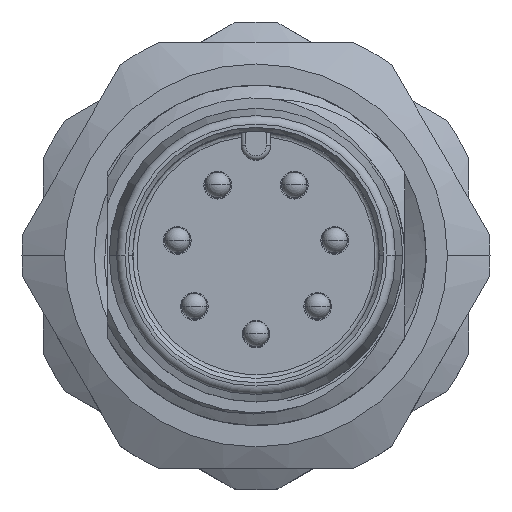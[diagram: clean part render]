
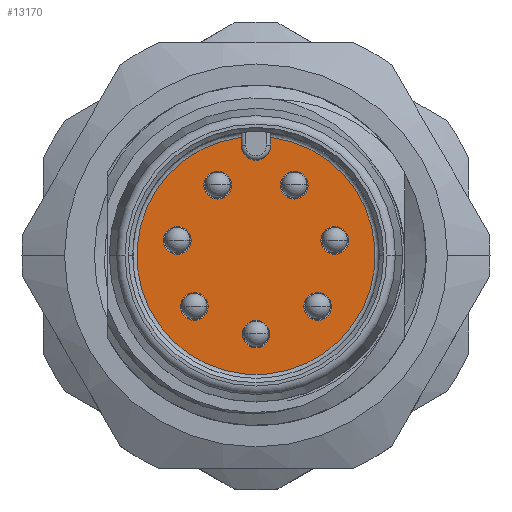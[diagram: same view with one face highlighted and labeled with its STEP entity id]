
A CAD part, top view. The second image highlights one B-rep face of the part: STEP entity #13170.
In plain terms, the highlighted planar face has unit normal (0, 0, 1).
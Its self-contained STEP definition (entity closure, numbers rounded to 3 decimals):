
#11049=CARTESIAN_POINT('',(0.,-1.85,7.));
#11050=DIRECTION('',(0.,0.,1.));
#11051=DIRECTION('',(-1.,0.,0.));
#11052=AXIS2_PLACEMENT_3D('',#11049,#11050,#11051);
#11054=CARTESIAN_POINT('',(0.,-1.85,7.));
#11055=DIRECTION('',(0.,0.,1.));
#11056=DIRECTION('',(1.,0.,0.));
#11057=AXIS2_PLACEMENT_3D('',#11054,#11055,#11056);
#11059=CARTESIAN_POINT('',(-1.45,-1.2,7.));
#11060=DIRECTION('',(0.,0.,1.));
#11061=DIRECTION('',(-1.,0.,0.));
#11062=AXIS2_PLACEMENT_3D('',#11059,#11060,#11061);
#11064=CARTESIAN_POINT('',(-1.45,-1.2,7.));
#11065=DIRECTION('',(0.,0.,1.));
#11066=DIRECTION('',(1.,0.,0.));
#11067=AXIS2_PLACEMENT_3D('',#11064,#11065,#11066);
#11069=CARTESIAN_POINT('',(-1.85,0.35,7.));
#11070=DIRECTION('',(0.,0.,1.));
#11071=DIRECTION('',(-1.,0.,0.));
#11072=AXIS2_PLACEMENT_3D('',#11069,#11070,#11071);
#11074=CARTESIAN_POINT('',(-1.85,0.35,7.));
#11075=DIRECTION('',(0.,0.,1.));
#11076=DIRECTION('',(1.,0.,0.));
#11077=AXIS2_PLACEMENT_3D('',#11074,#11075,#11076);
#11079=CARTESIAN_POINT('',(1.45,-1.2,7.));
#11080=DIRECTION('',(0.,0.,1.));
#11081=DIRECTION('',(-1.,0.,0.));
#11082=AXIS2_PLACEMENT_3D('',#11079,#11080,#11081);
#11084=CARTESIAN_POINT('',(1.45,-1.2,7.));
#11085=DIRECTION('',(0.,0.,1.));
#11086=DIRECTION('',(1.,0.,0.));
#11087=AXIS2_PLACEMENT_3D('',#11084,#11085,#11086);
#11089=CARTESIAN_POINT('',(1.85,0.35,7.));
#11090=DIRECTION('',(0.,0.,1.));
#11091=DIRECTION('',(-1.,0.,0.));
#11092=AXIS2_PLACEMENT_3D('',#11089,#11090,#11091);
#11094=CARTESIAN_POINT('',(1.85,0.35,7.));
#11095=DIRECTION('',(0.,0.,1.));
#11096=DIRECTION('',(1.,0.,0.));
#11097=AXIS2_PLACEMENT_3D('',#11094,#11095,#11096);
#11099=CARTESIAN_POINT('',(0.9,1.65,7.));
#11100=DIRECTION('',(0.,0.,1.));
#11101=DIRECTION('',(-1.,0.,0.));
#11102=AXIS2_PLACEMENT_3D('',#11099,#11100,#11101);
#11104=CARTESIAN_POINT('',(0.9,1.65,7.));
#11105=DIRECTION('',(0.,0.,1.));
#11106=DIRECTION('',(1.,0.,0.));
#11107=AXIS2_PLACEMENT_3D('',#11104,#11105,#11106);
#11109=CARTESIAN_POINT('',(-0.9,1.65,7.));
#11110=DIRECTION('',(0.,0.,1.));
#11111=DIRECTION('',(-1.,0.,0.));
#11112=AXIS2_PLACEMENT_3D('',#11109,#11110,#11111);
#11114=CARTESIAN_POINT('',(-0.9,1.65,7.));
#11115=DIRECTION('',(0.,0.,1.));
#11116=DIRECTION('',(1.,0.,0.));
#11117=AXIS2_PLACEMENT_3D('',#11114,#11115,#11116);
#11119=DIRECTION('',(0.,-1.,0.));
#11120=VECTOR('',#11119,0.192);
#11121=CARTESIAN_POINT('',(-0.35,2.778,7.));
#11122=LINE('',#11121,#11120);
#11123=CARTESIAN_POINT('',(0.,2.586,7.));
#11124=DIRECTION('',(0.,0.,1.));
#11125=DIRECTION('',(-1.,0.,0.));
#11126=AXIS2_PLACEMENT_3D('',#11123,#11124,#11125);
#11128=DIRECTION('',(0.,1.,0.));
#11129=VECTOR('',#11128,0.192);
#11130=CARTESIAN_POINT('',(0.35,2.586,7.));
#11131=LINE('',#11130,#11129);
#11240=CARTESIAN_POINT('',(0.,0.,7.));
#11241=DIRECTION('',(0.,0.,1.));
#11242=DIRECTION('',(-0.125,0.992,0.));
#11243=AXIS2_PLACEMENT_3D('',#11240,#11241,#11242);
#11254=CARTESIAN_POINT('',(0.35,2.778,7.));
#11319=CARTESIAN_POINT('',(-0.35,2.778,7.));
#12257=CARTESIAN_POINT('',(-0.35,2.586,7.));
#12258=CARTESIAN_POINT('',(0.35,2.586,7.));
#12259=VERTEX_POINT('',#12257);
#12260=VERTEX_POINT('',#12258);
#12261=CARTESIAN_POINT('',(-0.325,-1.85,7.));
#12262=CARTESIAN_POINT('',(0.325,-1.85,7.));
#12263=VERTEX_POINT('',#12261);
#12264=VERTEX_POINT('',#12262);
#12265=CARTESIAN_POINT('',(-1.775,-1.2,7.));
#12266=CARTESIAN_POINT('',(-1.125,-1.2,7.));
#12267=VERTEX_POINT('',#12265);
#12268=VERTEX_POINT('',#12266);
#12269=CARTESIAN_POINT('',(-2.175,0.35,7.));
#12270=CARTESIAN_POINT('',(-1.525,0.35,7.));
#12271=VERTEX_POINT('',#12269);
#12272=VERTEX_POINT('',#12270);
#12273=CARTESIAN_POINT('',(1.125,-1.2,7.));
#12274=CARTESIAN_POINT('',(1.775,-1.2,7.));
#12275=VERTEX_POINT('',#12273);
#12276=VERTEX_POINT('',#12274);
#12277=CARTESIAN_POINT('',(1.525,0.35,7.));
#12278=CARTESIAN_POINT('',(2.175,0.35,7.));
#12279=VERTEX_POINT('',#12277);
#12280=VERTEX_POINT('',#12278);
#12281=CARTESIAN_POINT('',(0.575,1.65,7.));
#12282=CARTESIAN_POINT('',(1.225,1.65,7.));
#12283=VERTEX_POINT('',#12281);
#12284=VERTEX_POINT('',#12282);
#12285=CARTESIAN_POINT('',(-1.225,1.65,7.));
#12286=CARTESIAN_POINT('',(-0.575,1.65,7.));
#12287=VERTEX_POINT('',#12285);
#12288=VERTEX_POINT('',#12286);
#12289=VERTEX_POINT('',#11254);
#12292=VERTEX_POINT('',#11319);
#13115=CARTESIAN_POINT('',(0.,0.,7.));
#13116=DIRECTION('',(0.,0.,1.));
#13117=DIRECTION('',(-1.,0.,0.));
#13118=AXIS2_PLACEMENT_3D('',#13115,#13116,#13117);
#13119=PLANE('',#13118);
#13121=ORIENTED_EDGE('',*,*,#13120,.F.);
#13123=ORIENTED_EDGE('',*,*,#13122,.T.);
#13125=ORIENTED_EDGE('',*,*,#13124,.T.);
#13127=ORIENTED_EDGE('',*,*,#13126,.T.);
#13128=EDGE_LOOP('',(#13121,#13123,#13125,#13127));
#13129=FACE_OUTER_BOUND('',#13128,.F.);
#13131=ORIENTED_EDGE('',*,*,#13130,.T.);
#13133=ORIENTED_EDGE('',*,*,#13132,.T.);
#13134=EDGE_LOOP('',(#13131,#13133));
#13135=FACE_BOUND('',#13134,.F.);
#13137=ORIENTED_EDGE('',*,*,#13136,.T.);
#13139=ORIENTED_EDGE('',*,*,#13138,.T.);
#13140=EDGE_LOOP('',(#13137,#13139));
#13141=FACE_BOUND('',#13140,.F.);
#13143=ORIENTED_EDGE('',*,*,#13142,.T.);
#13145=ORIENTED_EDGE('',*,*,#13144,.T.);
#13146=EDGE_LOOP('',(#13143,#13145));
#13147=FACE_BOUND('',#13146,.F.);
#13149=ORIENTED_EDGE('',*,*,#13148,.T.);
#13151=ORIENTED_EDGE('',*,*,#13150,.T.);
#13152=EDGE_LOOP('',(#13149,#13151));
#13153=FACE_BOUND('',#13152,.F.);
#13155=ORIENTED_EDGE('',*,*,#13154,.T.);
#13157=ORIENTED_EDGE('',*,*,#13156,.T.);
#13158=EDGE_LOOP('',(#13155,#13157));
#13159=FACE_BOUND('',#13158,.F.);
#13161=ORIENTED_EDGE('',*,*,#13160,.T.);
#13163=ORIENTED_EDGE('',*,*,#13162,.T.);
#13164=EDGE_LOOP('',(#13161,#13163));
#13165=FACE_BOUND('',#13164,.F.);
#13166=ORIENTED_EDGE('',*,*,#13095,.T.);
#13167=ORIENTED_EDGE('',*,*,#13109,.T.);
#13168=EDGE_LOOP('',(#13166,#13167));
#13169=FACE_BOUND('',#13168,.F.);
#11053=CIRCLE('',#11052,0.325);
#11058=CIRCLE('',#11057,0.325);
#11063=CIRCLE('',#11062,0.325);
#11068=CIRCLE('',#11067,0.325);
#11073=CIRCLE('',#11072,0.325);
#11078=CIRCLE('',#11077,0.325);
#11083=CIRCLE('',#11082,0.325);
#11088=CIRCLE('',#11087,0.325);
#11093=CIRCLE('',#11092,0.325);
#11098=CIRCLE('',#11097,0.325);
#11103=CIRCLE('',#11102,0.325);
#11108=CIRCLE('',#11107,0.325);
#11113=CIRCLE('',#11112,0.325);
#11118=CIRCLE('',#11117,0.325);
#11127=CIRCLE('',#11126,0.35);
#11244=CIRCLE('',#11243,2.8);
#13095=EDGE_CURVE('',#12263,#12264,#11053,.T.);
#13109=EDGE_CURVE('',#12264,#12263,#11058,.T.);
#13120=EDGE_CURVE('',#12292,#12289,#11244,.T.);
#13122=EDGE_CURVE('',#12292,#12259,#11122,.T.);
#13124=EDGE_CURVE('',#12259,#12260,#11127,.T.);
#13126=EDGE_CURVE('',#12260,#12289,#11131,.T.);
#13130=EDGE_CURVE('',#12267,#12268,#11063,.T.);
#13132=EDGE_CURVE('',#12268,#12267,#11068,.T.);
#13136=EDGE_CURVE('',#12271,#12272,#11073,.T.);
#13138=EDGE_CURVE('',#12272,#12271,#11078,.T.);
#13142=EDGE_CURVE('',#12275,#12276,#11083,.T.);
#13144=EDGE_CURVE('',#12276,#12275,#11088,.T.);
#13148=EDGE_CURVE('',#12279,#12280,#11093,.T.);
#13150=EDGE_CURVE('',#12280,#12279,#11098,.T.);
#13154=EDGE_CURVE('',#12283,#12284,#11103,.T.);
#13156=EDGE_CURVE('',#12284,#12283,#11108,.T.);
#13160=EDGE_CURVE('',#12287,#12288,#11113,.T.);
#13162=EDGE_CURVE('',#12288,#12287,#11118,.T.);
#13170=ADVANCED_FACE('',(#13129,#13135,#13141,#13147,#13153,#13159,#13165,
#13169),#13119,.T.);
